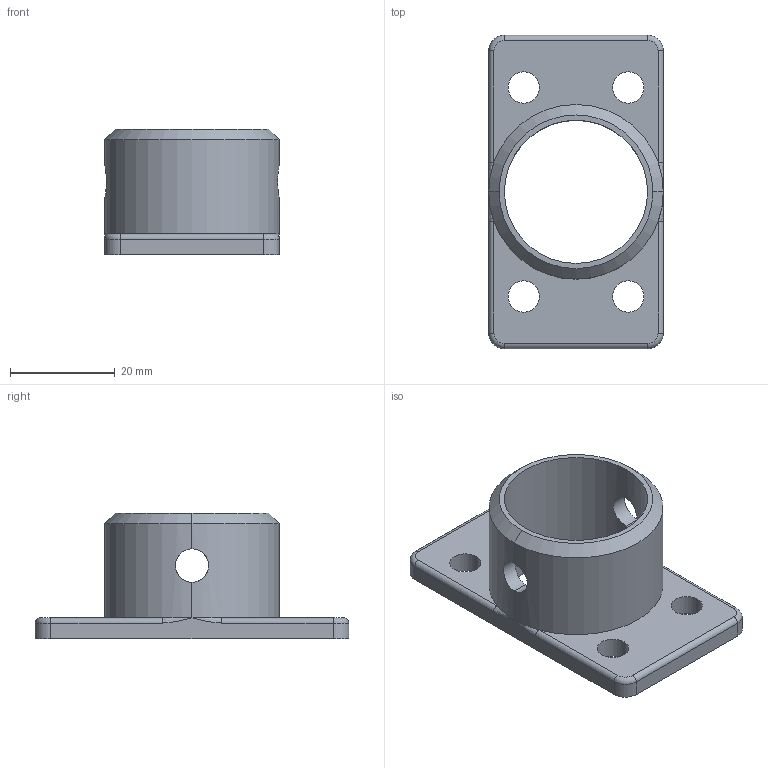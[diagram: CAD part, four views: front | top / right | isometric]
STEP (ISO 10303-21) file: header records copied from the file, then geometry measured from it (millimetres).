
FILE_DESCRIPTION (( 'STEP AP203' ), '1' );
FILE_NAME ('sone3D.STEP', '2014-10-30T02:40:13', ( '' ), ( '' ), 'SwSTEP 2.0', 'SolidWorks 2012', '' );
FILE_SCHEMA (( 'CONFIG_CONTROL_DESIGN' ));
Length unit declared in the file: millimetre
Products named in the file (1): sone3D
Bounding box: 33.4 x 60 x 24 mm (x, y, z)
Volume: 10473.2 mm3; surface area: 7571.1 mm2
Topology: 1 solids, 1 shells, 44 faces, 116 edges, 66 vertices
Faces by surface type: cylinder 26, plane 8, bspline 4, torus 4, cone 2
Entity records: 1799 total; most frequent: CARTESIAN_POINT 635, DIRECTION 236, ORIENTED_EDGE 224, EDGE_CURVE 112, AXIS2_PLACEMENT_3D 95, VERTEX_POINT 66, EDGE_LOOP 54, CIRCLE 54
